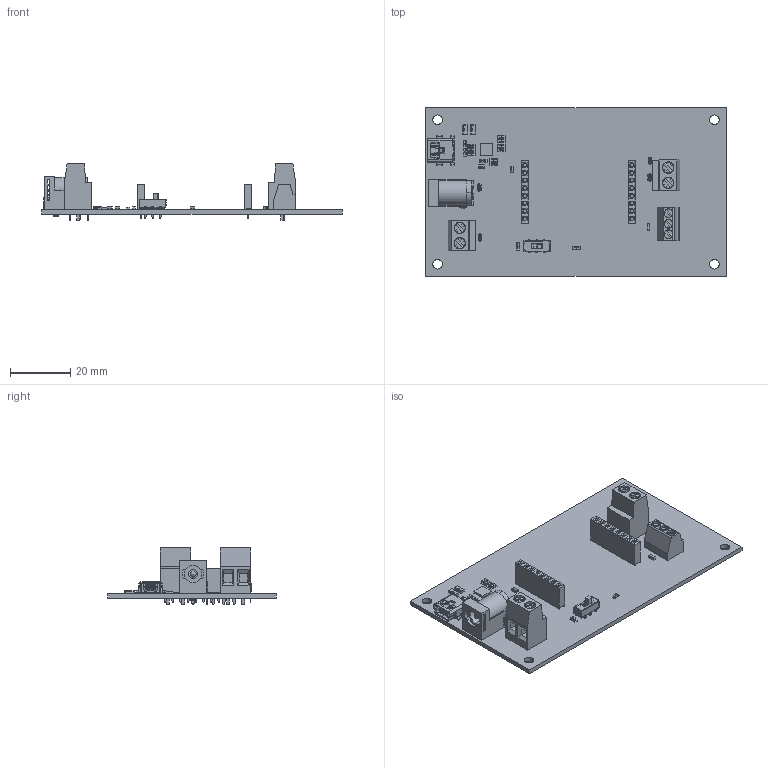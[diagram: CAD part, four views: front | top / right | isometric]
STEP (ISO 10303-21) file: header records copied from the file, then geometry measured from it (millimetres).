
FILE_DESCRIPTION (( 'STEP AP214' ), '1' );
FILE_NAME ('MTN007869-E0W.STEP', '2016-11-10T11:23:38', ( '' ), ( '' ), 'SwSTEP 2.0', 'SolidWorks 2016', '' );
FILE_SCHEMA (( 'AUTOMOTIVE_DESIGN' ));
Length unit declared in the file: millimetre
Products named in the file (1): MTN007869-E0W
Bounding box: 100 x 56 x 18.7 mm (x, y, z)
Surface area: 18876.5 mm2 (no closed solid volume)
Topology: 0 solids, 458 shells, 3245 faces, 9207 edges, 6469 vertices
Faces by surface type: plane 2044, cylinder 654, bspline 528, torus 10, cone 8, sphere 1
Entity records: 171809 total; most frequent: CARTESIAN_POINT 55591, ORIENTED_EDGE 16218, DIRECTION 14420, EDGE_CURVE 9061, VECTOR 6622, LINE 6622, VERTEX_POINT 6468, AXIS2_PLACEMENT_3D 3899
